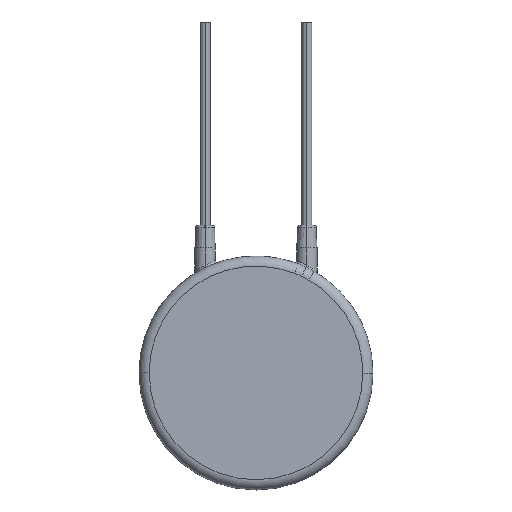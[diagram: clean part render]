
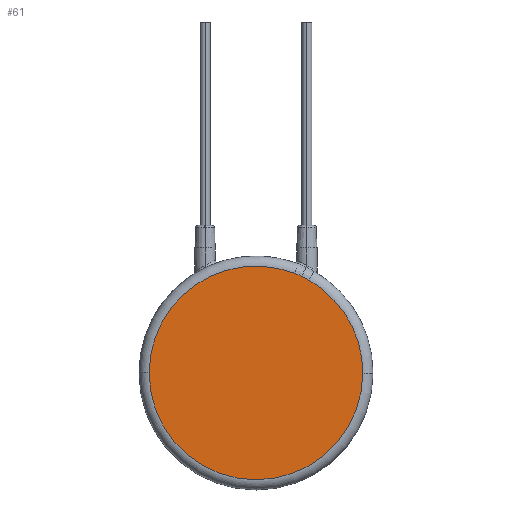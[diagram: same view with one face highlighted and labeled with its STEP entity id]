
A CAD part, top view. The second image highlights one B-rep face of the part: STEP entity #61.
In plain terms, the highlighted planar face has unit normal (0, 0, 1).
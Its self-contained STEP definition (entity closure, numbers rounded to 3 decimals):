
#61=ADVANCED_FACE('',(#119),#120,.T.);
#119=FACE_OUTER_BOUND('',#341,.T.);
#120=PLANE('',#342);
#341=EDGE_LOOP('',(#920,#921,#922,#923,#924));
#342=AXIS2_PLACEMENT_3D('',#925,#926,#927);
#920=ORIENTED_EDGE('',*,*,#1152,.T.);
#921=ORIENTED_EDGE('',*,*,#1153,.T.);
#922=ORIENTED_EDGE('',*,*,#1116,.T.);
#923=ORIENTED_EDGE('',*,*,#1141,.T.);
#924=ORIENTED_EDGE('',*,*,#1123,.T.);
#925=CARTESIAN_POINT('',(0.0,0.0,4.8));
#926=DIRECTION('',(0.0,0.0,1.0));
#927=DIRECTION('',(1.0,0.0,0.0));
#1116=EDGE_CURVE('',#1230,#1227,#1231,.T.);
#1123=EDGE_CURVE('',#1236,#1242,#1244,.T.);
#1141=EDGE_CURVE('',#1227,#1236,#1274,.T.);
#1152=EDGE_CURVE('',#1242,#1289,#1291,.T.);
#1153=EDGE_CURVE('',#1289,#1230,#1292,.T.);
#1227=VERTEX_POINT('',#1381);
#1230=VERTEX_POINT('',#1384);
#1231=CIRCLE('',#1385,10.5);
#1236=VERTEX_POINT('',#1390);
#1242=VERTEX_POINT('',#1396);
#1244=CIRCLE('',#1398,10.5);
#1274=CIRCLE('',#1446,10.5);
#1289=VERTEX_POINT('',#1558);
#1291=B_SPLINE_CURVE_WITH_KNOTS('',3,(#1560,#1561,#1562,#1563,#1564,#1565,#1566,#1567,#1568),.UNSPECIFIED.,.F.,.F.,(4,1,1,1,1,1,4),(0.0,0.167,0.333,0.5,0.667,0.833,1.0),.UNSPECIFIED.);
#1292=B_SPLINE_CURVE_WITH_KNOTS('',3,(#1569,#1570,#1571,#1572,#1573,#1574,#1575,#1576,#1577),.UNSPECIFIED.,.F.,.F.,(4,1,1,1,1,1,4),(0.0,0.167,0.333,0.5,0.667,0.833,1.0),.UNSPECIFIED.);
#1381=CARTESIAN_POINT('',(-10.5,0.03,4.8));
#1384=CARTESIAN_POINT('',(3.775,9.798,4.8));
#1385=AXIS2_PLACEMENT_3D('',#1784,#1785,#1786);
#1390=CARTESIAN_POINT('',(10.5,-0.03,4.8));
#1396=CARTESIAN_POINT('',(5.199,9.122,4.8));
#1398=AXIS2_PLACEMENT_3D('',#1805,#1806,#1807);
#1446=AXIS2_PLACEMENT_3D('',#1849,#1850,#1851);
#1558=CARTESIAN_POINT('',(4.503,9.527,4.8));
#1560=CARTESIAN_POINT('',(5.199,9.122,4.8));
#1561=CARTESIAN_POINT('',(5.167,9.141,4.8));
#1562=CARTESIAN_POINT('',(5.102,9.179,4.8));
#1563=CARTESIAN_POINT('',(4.999,9.243,4.8));
#1564=CARTESIAN_POINT('',(4.89,9.311,4.8));
#1565=CARTESIAN_POINT('',(4.773,9.383,4.8));
#1566=CARTESIAN_POINT('',(4.641,9.459,4.8));
#1567=CARTESIAN_POINT('',(4.55,9.505,4.8));
#1568=CARTESIAN_POINT('',(4.503,9.527,4.8));
#1569=CARTESIAN_POINT('',(4.503,9.527,4.8));
#1570=CARTESIAN_POINT('',(4.455,9.55,4.8));
#1571=CARTESIAN_POINT('',(4.361,9.591,4.8));
#1572=CARTESIAN_POINT('',(4.232,9.639,4.8));
#1573=CARTESIAN_POINT('',(4.111,9.681,4.8));
#1574=CARTESIAN_POINT('',(4.004,9.717,4.8));
#1575=CARTESIAN_POINT('',(3.894,9.754,4.8));
#1576=CARTESIAN_POINT('',(3.815,9.782,4.8));
#1577=CARTESIAN_POINT('',(3.775,9.798,4.8));
#1784=CARTESIAN_POINT('',(0.0,0.0,4.8));
#1785=DIRECTION('',(0.0,-0.0,1.0));
#1786=DIRECTION('',(0.36,0.933,0.0));
#1805=CARTESIAN_POINT('',(0.0,0.0,4.8));
#1806=DIRECTION('',(0.0,-0.0,1.0));
#1807=DIRECTION('',(0.36,0.933,0.0));
#1849=CARTESIAN_POINT('',(0.0,0.0,4.8));
#1850=DIRECTION('',(0.0,-0.0,1.0));
#1851=DIRECTION('',(0.36,0.933,0.0));
